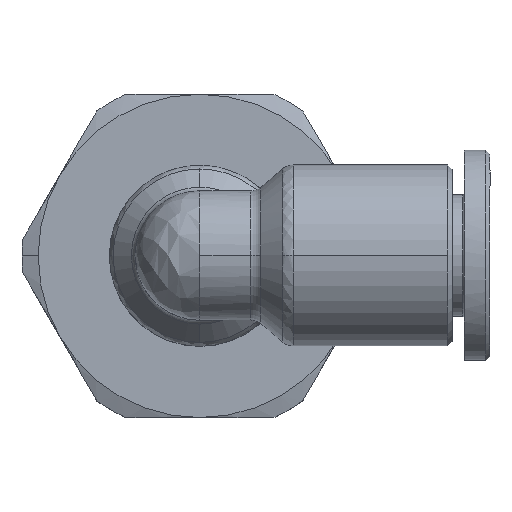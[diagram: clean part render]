
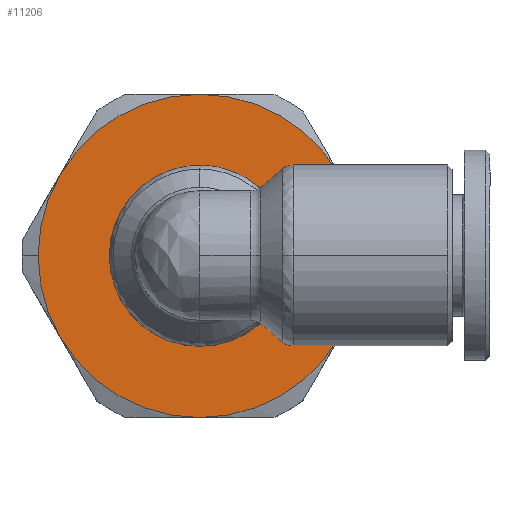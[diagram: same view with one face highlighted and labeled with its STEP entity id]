
A CAD part, top view. The second image highlights one B-rep face of the part: STEP entity #11206.
In plain terms, the highlighted face is planar.
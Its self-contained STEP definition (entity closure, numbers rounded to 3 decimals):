
#25 = CARTESIAN_POINT ( 'NONE',  ( 3.942, 5., 18.184 ) ) ;
#112 = CARTESIAN_POINT ( 'NONE',  ( -4.718, 0., 18.184 ) ) ;
#209 = VERTEX_POINT ( 'NONE', #5597 ) ;
#258 = CIRCLE ( 'NONE', #9066, 5.6 ) ;
#532 = DIRECTION ( 'NONE',  ( 0., 0., -1. ) ) ;
#950 = CARTESIAN_POINT ( 'NONE',  ( 5.282, 0., 18.184 ) ) ;
#973 = CIRCLE ( 'NONE', #11115, 10. ) ;
#1026 = DIRECTION ( 'NONE',  ( 1., 0., 0. ) ) ;
#1027 = AXIS2_PLACEMENT_3D ( 'NONE', #1047, #2192, #7341 ) ;
#1047 = CARTESIAN_POINT ( 'NONE',  ( -4.718, 0., 18.184 ) ) ;
#1105 = EDGE_CURVE ( 'NONE', #209, #5006, #258, .T. ) ;
#1108 = DIRECTION ( 'NONE',  ( 0., 0., 1. ) ) ;
#1205 = VERTEX_POINT ( 'NONE', #3912 ) ;
#1265 = ORIENTED_EDGE ( 'NONE', *, *, #5148, .T. ) ;
#1406 = CIRCLE ( 'NONE', #1786, 10. ) ;
#1786 = AXIS2_PLACEMENT_3D ( 'NONE', #8979, #11716, #5332 ) ;
#2011 = DIRECTION ( 'NONE',  ( 0., -1., 0. ) ) ;
#2078 = AXIS2_PLACEMENT_3D ( 'NONE', #9166, #6449, #4697 ) ;
#2192 = DIRECTION ( 'NONE',  ( 0., 0., -1. ) ) ;
#2545 = EDGE_CURVE ( 'NONE', #5006, #209, #8938, .T. ) ;
#2918 = CARTESIAN_POINT ( 'NONE',  ( -4.718, 0., 18.184 ) ) ;
#3071 = VERTEX_POINT ( 'NONE', #25 ) ;
#3095 = CARTESIAN_POINT ( 'NONE',  ( -4.718, 0., 18.184 ) ) ;
#3462 = PLANE ( 'NONE',  #7878 ) ;
#3472 = EDGE_LOOP ( 'NONE', ( #5262, #6363 ) ) ;
#3666 = AXIS2_PLACEMENT_3D ( 'NONE', #6803, #6766, #7777 ) ;
#3714 = DIRECTION ( 'NONE',  ( 0., 0., -1. ) ) ;
#3912 = CARTESIAN_POINT ( 'NONE',  ( -13.378, 5., 18.184 ) ) ;
#3959 = DIRECTION ( 'NONE',  ( 0., 0., 1. ) ) ;
#4432 = VERTEX_POINT ( 'NONE', #950 ) ;
#4440 = CIRCLE ( 'NONE', #2078, 10. ) ;
#4610 = ORIENTED_EDGE ( 'NONE', *, *, #4803, .T. ) ;
#4631 = CARTESIAN_POINT ( 'NONE',  ( -4.718, -5.6, 18.184 ) ) ;
#4644 = CIRCLE ( 'NONE', #1027, 10. ) ;
#4697 = DIRECTION ( 'NONE',  ( 1., 0., 0. ) ) ;
#4803 = EDGE_CURVE ( 'NONE', #11575, #8393, #1406, .T. ) ;
#4903 = EDGE_LOOP ( 'NONE', ( #4610, #10799, #11428, #6175, #8198, #8075, #1265 ) ) ;
#5006 = VERTEX_POINT ( 'NONE', #4631 ) ;
#5019 = EDGE_CURVE ( 'NONE', #4432, #6693, #4644, .T. ) ;
#5148 = EDGE_CURVE ( 'NONE', #6693, #11575, #973, .T. ) ;
#5262 = ORIENTED_EDGE ( 'NONE', *, *, #2545, .T. ) ;
#5332 = DIRECTION ( 'NONE',  ( 1., 0., 0. ) ) ;
#5597 = CARTESIAN_POINT ( 'NONE',  ( -4.718, 5.6, 18.184 ) ) ;
#5840 = EDGE_CURVE ( 'NONE', #8393, #1205, #8427, .T. ) ;
#6175 = ORIENTED_EDGE ( 'NONE', *, *, #10961, .T. ) ;
#6257 = CARTESIAN_POINT ( 'NONE',  ( -4.718, 10., 18.184 ) ) ;
#6353 = FACE_BOUND ( 'NONE', #3472, .T. ) ;
#6363 = ORIENTED_EDGE ( 'NONE', *, *, #1105, .T. ) ;
#6399 = DIRECTION ( 'NONE',  ( 0., 0., -1. ) ) ;
#6449 = DIRECTION ( 'NONE',  ( 0., 0., -1. ) ) ;
#6693 = VERTEX_POINT ( 'NONE', #9973 ) ;
#6766 = DIRECTION ( 'NONE',  ( 0., 0., -1. ) ) ;
#6803 = CARTESIAN_POINT ( 'NONE',  ( -4.718, 0., 18.184 ) ) ;
#7000 = AXIS2_PLACEMENT_3D ( 'NONE', #112, #6399, #1026 ) ;
#7072 = CARTESIAN_POINT ( 'NONE',  ( -4.718, -2.8, 18.184 ) ) ;
#7155 = VERTEX_POINT ( 'NONE', #6257 ) ;
#7341 = DIRECTION ( 'NONE',  ( 1., 0., 0. ) ) ;
#7533 = AXIS2_PLACEMENT_3D ( 'NONE', #3095, #3714, #10320 ) ;
#7777 = DIRECTION ( 'NONE',  ( 1., 0., 0. ) ) ;
#7878 = AXIS2_PLACEMENT_3D ( 'NONE', #7072, #11683, #9888 ) ;
#8075 = ORIENTED_EDGE ( 'NONE', *, *, #5019, .T. ) ;
#8198 = ORIENTED_EDGE ( 'NONE', *, *, #9609, .T. ) ;
#8393 = VERTEX_POINT ( 'NONE', #8742 ) ;
#8427 = CIRCLE ( 'NONE', #7000, 10. ) ;
#8592 = DIRECTION ( 'NONE',  ( 1., 0., 0. ) ) ;
#8630 = CARTESIAN_POINT ( 'NONE',  ( -4.718, 0., 18.184 ) ) ;
#8742 = CARTESIAN_POINT ( 'NONE',  ( -13.378, -5., 18.184 ) ) ;
#8938 = CIRCLE ( 'NONE', #11352, 5.6 ) ;
#8979 = CARTESIAN_POINT ( 'NONE',  ( -4.718, 0., 18.184 ) ) ;
#9066 = AXIS2_PLACEMENT_3D ( 'NONE', #8630, #3959, #9525 ) ;
#9166 = CARTESIAN_POINT ( 'NONE',  ( -4.718, 0., 18.184 ) ) ;
#9256 = CIRCLE ( 'NONE', #3666, 10. ) ;
#9356 = CIRCLE ( 'NONE', #7533, 10. ) ;
#9453 = EDGE_CURVE ( 'NONE', #1205, #7155, #4440, .T. ) ;
#9525 = DIRECTION ( 'NONE',  ( 0., -1., 0. ) ) ;
#9607 = CARTESIAN_POINT ( 'NONE',  ( -4.718, 0., 18.184 ) ) ;
#9609 = EDGE_CURVE ( 'NONE', #3071, #4432, #9256, .T. ) ;
#9888 = DIRECTION ( 'NONE',  ( -1., 0., 0. ) ) ;
#9973 = CARTESIAN_POINT ( 'NONE',  ( 3.942, -5., 18.184 ) ) ;
#10320 = DIRECTION ( 'NONE',  ( 1., 0., 0. ) ) ;
#10799 = ORIENTED_EDGE ( 'NONE', *, *, #5840, .T. ) ;
#10932 = FACE_OUTER_BOUND ( 'NONE', #4903, .T. ) ;
#10961 = EDGE_CURVE ( 'NONE', #7155, #3071, #9356, .T. ) ;
#10964 = CARTESIAN_POINT ( 'NONE',  ( -4.718, -10., 18.184 ) ) ;
#11115 = AXIS2_PLACEMENT_3D ( 'NONE', #9607, #532, #8592 ) ;
#11206 = ADVANCED_FACE ( 'NONE', ( #6353, #10932 ), #3462, .T. ) ;
#11352 = AXIS2_PLACEMENT_3D ( 'NONE', #2918, #1108, #2011 ) ;
#11428 = ORIENTED_EDGE ( 'NONE', *, *, #9453, .T. ) ;
#11575 = VERTEX_POINT ( 'NONE', #10964 ) ;
#11683 = DIRECTION ( 'NONE',  ( 0., 0., -1. ) ) ;
#11716 = DIRECTION ( 'NONE',  ( 0., 0., -1. ) ) ;
